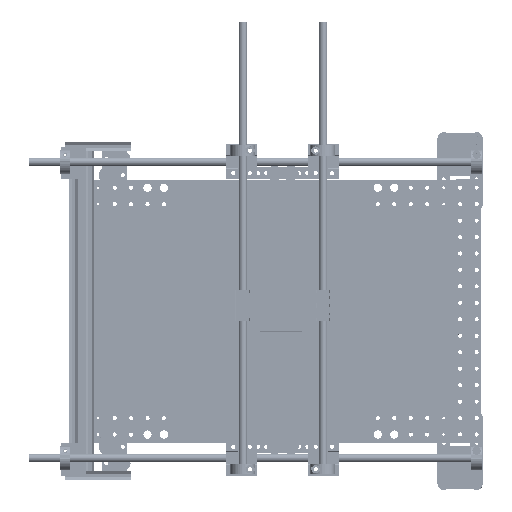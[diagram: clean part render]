
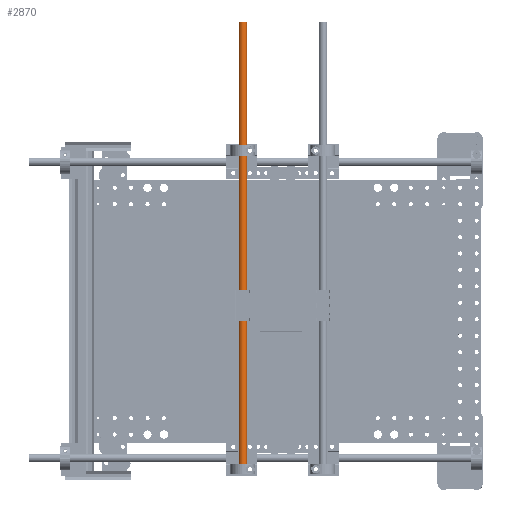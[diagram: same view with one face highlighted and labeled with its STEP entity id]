
A CAD part, top view. The second image highlights one B-rep face of the part: STEP entity #2870.
In plain terms, the highlighted cylindrical face has radius 4 mm (diameter 8 mm), a full revolution.
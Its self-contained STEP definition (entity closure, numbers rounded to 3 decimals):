
#2870=ADVANCED_FACE('',(#5815,#5817),#5819,.T.);
#5815=FACE_OUTER_BOUND('',#5816,.T.);
#5816=EDGE_LOOP('',(#15301));
#5817=FACE_OUTER_BOUND('',#5818,.T.);
#5818=EDGE_LOOP('',(#15302));
#5819=CYLINDRICAL_SURFACE('',#5820,4.);
#5820=AXIS2_PLACEMENT_3D('',#5821,#5822,#5823);
#5821=CARTESIAN_POINT('',(0.,0.,0.));
#5822=DIRECTION('',(0.,-1.,0.));
#5823=DIRECTION('',(1.,0.,0.));
#15301=ORIENTED_EDGE('',*,*,#20272,.T.);
#15302=ORIENTED_EDGE('',*,*,#20273,.F.);
#20272=EDGE_CURVE('',#23013,#23013,#23014,.T.);
#20273=EDGE_CURVE('',#23015,#23015,#23016,.T.);
#23013=VERTEX_POINT('',#28892);
#23014=CIRCLE('',#28893,4.);
#23015=VERTEX_POINT('',#28897);
#23016=CIRCLE('',#28898,4.);
#28892=CARTESIAN_POINT('',(4.,0.,0.));
#28893=AXIS2_PLACEMENT_3D('',#28894,#28895,#28896);
#28894=CARTESIAN_POINT('',(0.,0.,0.));
#28895=DIRECTION('',(0.,-1.,0.));
#28896=DIRECTION('',(1.,0.,0.));
#28897=CARTESIAN_POINT('',(4.,-440.,0.));
#28898=AXIS2_PLACEMENT_3D('',#28899,#28900,#28901);
#28899=CARTESIAN_POINT('',(0.,-440.,0.));
#28900=DIRECTION('',(0.,-1.,0.));
#28901=DIRECTION('',(1.,0.,0.));
